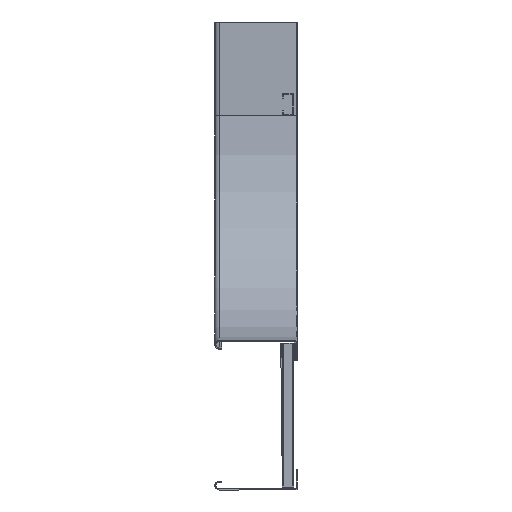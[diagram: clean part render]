
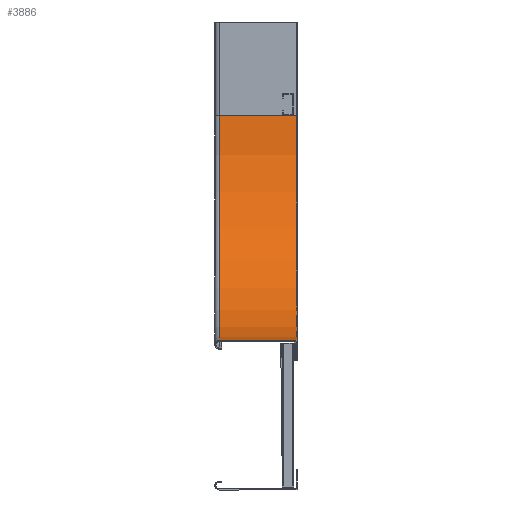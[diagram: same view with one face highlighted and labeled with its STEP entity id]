
A CAD part, left-side view. The second image highlights one B-rep face of the part: STEP entity #3886.
In plain terms, the highlighted cylindrical face has radius 300 mm (diameter 600 mm), a partial arc.
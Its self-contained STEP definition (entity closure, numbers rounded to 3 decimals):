
#11 = CARTESIAN_POINT ( 'NONE',  ( 0., 104., -125. ) ) ;
#386 = DIRECTION ( 'NONE',  ( 0., 1., 0. ) ) ;
#633 = VERTEX_POINT ( 'NONE', #4720 ) ;
#949 = VECTOR ( 'NONE', #386, 1000. ) ;
#971 = EDGE_CURVE ( 'NONE', #3932, #5445, #5526, .T. ) ;
#996 = CARTESIAN_POINT ( 'NONE',  ( 300., 104., -125. ) ) ;
#1127 = VERTEX_POINT ( 'NONE', #2788 ) ;
#1347 = CARTESIAN_POINT ( 'NONE',  ( 300., 0., -125. ) ) ;
#1617 = DIRECTION ( 'NONE',  ( -1., 0., 0. ) ) ;
#1781 = DIRECTION ( 'NONE',  ( 0., 0., -1. ) ) ;
#1954 = DIRECTION ( 'NONE',  ( 0., 0., 1. ) ) ;
#2054 = AXIS2_PLACEMENT_3D ( 'NONE', #996, #5379, #1617 ) ;
#2601 = LINE ( 'NONE', #4749, #949 ) ;
#2616 = DIRECTION ( 'NONE',  ( 0., 1., 0. ) ) ;
#2788 = CARTESIAN_POINT ( 'NONE',  ( 300., 0., -425. ) ) ;
#3140 = VECTOR ( 'NONE', #2616, 1000. ) ;
#3165 = ORIENTED_EDGE ( 'NONE', *, *, #7594, .T. ) ;
#3812 = ORIENTED_EDGE ( 'NONE', *, *, #6697, .T. ) ;
#3886 = ADVANCED_FACE ( 'NONE', ( #4491 ), #4093, .F. ) ;
#3932 = VERTEX_POINT ( 'NONE', #5006 ) ;
#4093 = CYLINDRICAL_SURFACE ( 'NONE', #7906, 300. ) ;
#4422 = EDGE_CURVE ( 'NONE', #5445, #633, #5203, .T. ) ;
#4491 = FACE_OUTER_BOUND ( 'NONE', #5101, .T. ) ;
#4720 = CARTESIAN_POINT ( 'NONE',  ( 300., 104., -425. ) ) ;
#4749 = CARTESIAN_POINT ( 'NONE',  ( 300., 0., -425. ) ) ;
#4753 = CIRCLE ( 'NONE', #7858, 300. ) ;
#5006 = CARTESIAN_POINT ( 'NONE',  ( 0., 0., -125. ) ) ;
#5101 = EDGE_LOOP ( 'NONE', ( #8012, #6409, #3165, #3812 ) ) ;
#5203 = CIRCLE ( 'NONE', #2054, 300. ) ;
#5379 = DIRECTION ( 'NONE',  ( 0., -1., 0. ) ) ;
#5445 = VERTEX_POINT ( 'NONE', #11 ) ;
#5526 = LINE ( 'NONE', #6395, #3140 ) ;
#5739 = DIRECTION ( 'NONE',  ( 0., -1., 0. ) ) ;
#6190 = CARTESIAN_POINT ( 'NONE',  ( 300., 0., -125. ) ) ;
#6395 = CARTESIAN_POINT ( 'NONE',  ( 0., 0., -125. ) ) ;
#6409 = ORIENTED_EDGE ( 'NONE', *, *, #971, .F. ) ;
#6697 = EDGE_CURVE ( 'NONE', #1127, #633, #2601, .T. ) ;
#7594 = EDGE_CURVE ( 'NONE', #3932, #1127, #4753, .T. ) ;
#7858 = AXIS2_PLACEMENT_3D ( 'NONE', #1347, #5739, #1954 ) ;
#7906 = AXIS2_PLACEMENT_3D ( 'NONE', #6190, #8127, #1781 ) ;
#8012 = ORIENTED_EDGE ( 'NONE', *, *, #4422, .F. ) ;
#8127 = DIRECTION ( 'NONE',  ( 0., -1., 0. ) ) ;
